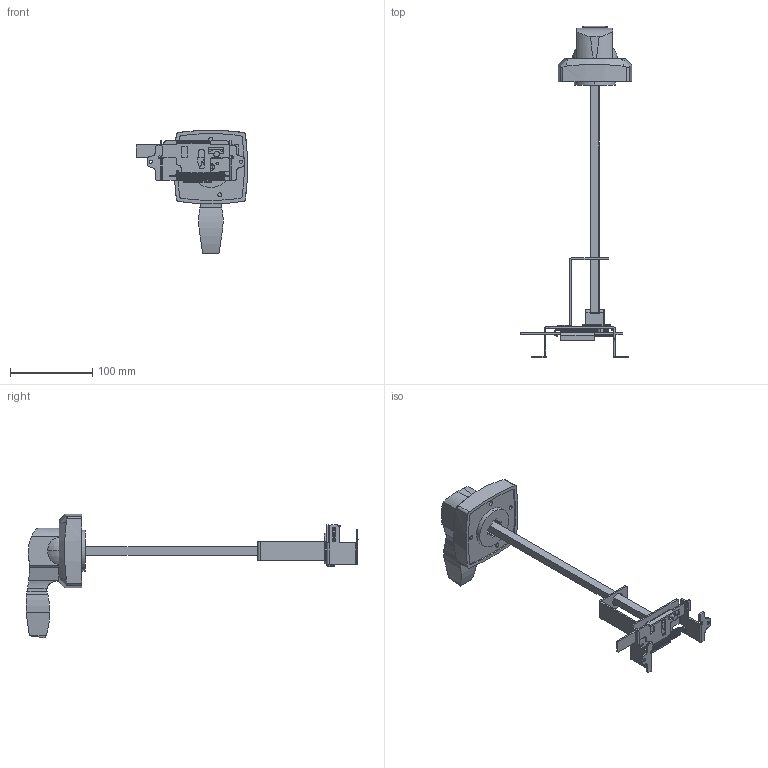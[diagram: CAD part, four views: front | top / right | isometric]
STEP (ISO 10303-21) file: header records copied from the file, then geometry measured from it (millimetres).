
FILE_DESCRIPTION (( 'STEP AP203' ), '1' );
FILE_NAME ('GCBX1-EHR-N4X-BK.step', '2021-09-02T14:09:24', ( '' ), ( '' ), 'SwSTEP 2.0', 'SolidWorks 2021', '' );
FILE_SCHEMA (( 'CONFIG_CONTROL_DESIGN' ));
Length unit declared in the file: millimetre
Products named in the file (1): GCBX1-EHR-N4X-BK
Bounding box: 135.53 x 404.87 x 150.58 mm (x, y, z)
Volume: 386701.7 mm3; surface area: 95568.1 mm2
Topology: 5 solids, 5 shells, 572 faces, 1715 edges, 1130 vertices
Faces by surface type: cylinder 242, plane 234, bspline 85, cone 6, sphere 5
Entity records: 37742 total; most frequent: CARTESIAN_POINT 22840, ORIENTED_EDGE 3426, DIRECTION 2687, EDGE_CURVE 1713, VERTEX_POINT 1129, AXIS2_PLACEMENT_3D 946, LINE 795, VECTOR 795
